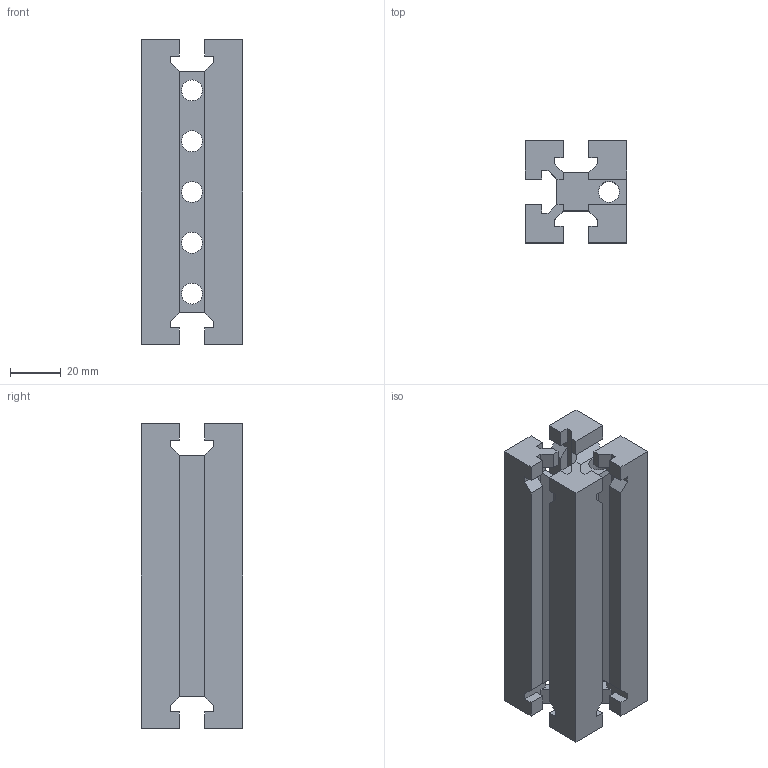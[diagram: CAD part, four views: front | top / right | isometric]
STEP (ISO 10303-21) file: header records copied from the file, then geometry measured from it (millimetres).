
FILE_DESCRIPTION(('STEP AP214'),'1');
FILE_NAME(' ',' ',('TraceParts'),('TraceParts S.A.'),'XStep 1.0',' ',' ');
FILE_SCHEMA(('automotive_design'));
Length unit declared in the file: millimetre
Products named in the file (1): 1
Bounding box: 40 x 40 x 120 mm (x, y, z)
Volume: 116668.3 mm3; surface area: 37993.4 mm2
Topology: 1 solids, 1 shells, 160 faces, 454 edges, 296 vertices
Faces by surface type: plane 148, cylinder 12
Entity records: 10152 total; most frequent: CARTESIAN_POINT 911, STYLED_ITEM 910, PRESENTATION_STYLE_ASSIGNMENT 910, COLOUR_RGB 910, ORIENTED_EDGE 908, DIRECTION 800, EDGE_CURVE 454, CURVE_STYLE 454
